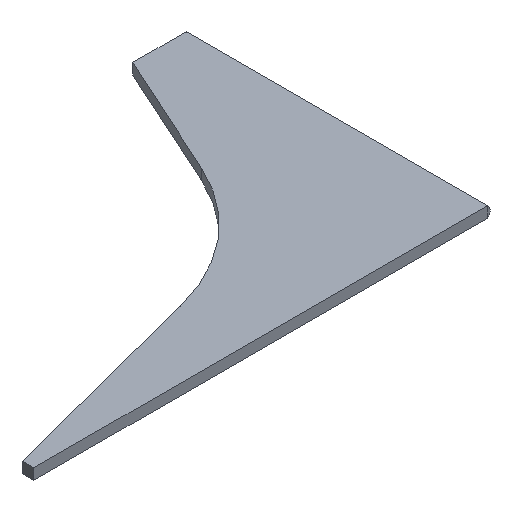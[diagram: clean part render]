
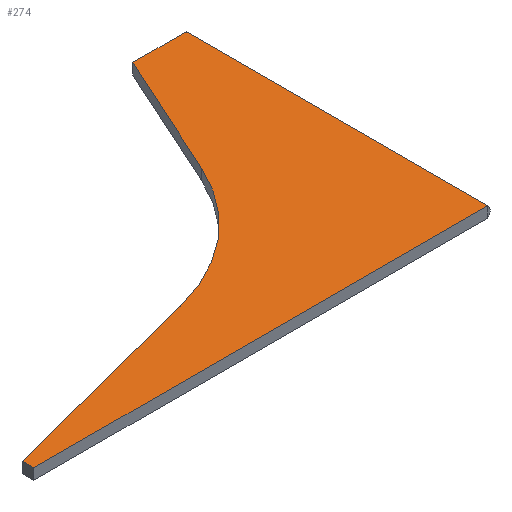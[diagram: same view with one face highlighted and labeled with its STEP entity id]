
A CAD part, isometric view. The second image highlights one B-rep face of the part: STEP entity #274.
In plain terms, the highlighted planar face has unit normal (0, 0, 1).
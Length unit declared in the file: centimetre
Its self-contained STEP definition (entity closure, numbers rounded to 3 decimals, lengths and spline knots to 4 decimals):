
#2 = CARTESIAN_POINT ( 'NONE',  ( 8.1597, 26.6126, 1.2 ) ) ;
#10 = CARTESIAN_POINT ( 'NONE',  ( 8.6943, 5.3927, 1.2 ) ) ;
#15 = EDGE_CURVE ( 'NONE', #399, #285, #316, .T. ) ;
#18 = CARTESIAN_POINT ( 'NONE',  ( 22.9133, 19.9214, 1.2 ) ) ;
#27 = DIRECTION ( 'NONE',  ( 0., -1., 0. ) ) ;
#32 = ORIENTED_EDGE ( 'NONE', *, *, #214, .T. ) ;
#33 = EDGE_CURVE ( 'NONE', #400, #219, #122, .T. ) ;
#35 = EDGE_LOOP ( 'NONE', ( #244, #337, #342, #32, #39, #378, #382 ) ) ;
#39 = ORIENTED_EDGE ( 'NONE', *, *, #301, .T. ) ;
#40 = AXIS2_PLACEMENT_3D ( 'NONE', #102, #66, #208 ) ;
#53 = VECTOR ( 'NONE', #417, 100. ) ;
#63 = VECTOR ( 'NONE', #229, 100. ) ;
#66 = DIRECTION ( 'NONE',  ( 0., 0., -1. ) ) ;
#78 = CIRCLE ( 'NONE', #40, 16.2 ) ;
#79 = CARTESIAN_POINT ( 'NONE',  ( -5.5095, 6.3692, 1.2 ) ) ;
#96 = VECTOR ( 'NONE', #158, 100. ) ;
#102 = CARTESIAN_POINT ( 'NONE',  ( 8.1597, 26.6126, 1.2 ) ) ;
#110 = PLANE ( 'NONE',  #324 ) ;
#122 = LINE ( 'NONE', #129, #53 ) ;
#123 = DIRECTION ( 'NONE',  ( 0., 1., 0. ) ) ;
#129 = CARTESIAN_POINT ( 'NONE',  ( 32.0694, 30.3527, 1.2 ) ) ;
#139 = VERTEX_POINT ( 'NONE', #18 ) ;
#147 = VERTEX_POINT ( 'NONE', #413 ) ;
#157 = VECTOR ( 'NONE', #310, 100. ) ;
#158 = DIRECTION ( 'NONE',  ( 1., 0., 0. ) ) ;
#169 = EDGE_CURVE ( 'NONE', #409, #399, #355, .T. ) ;
#176 = CARTESIAN_POINT ( 'NONE',  ( 27.6442, 30.3527, 1.2 ) ) ;
#178 = CARTESIAN_POINT ( 'NONE',  ( 27.6442, 30.3527, 1.2 ) ) ;
#181 = CARTESIAN_POINT ( 'NONE',  ( 32.0694, 5.3927, 1.2 ) ) ;
#191 = LINE ( 'NONE', #387, #381 ) ;
#208 = DIRECTION ( 'NONE',  ( -1., 0., 0. ) ) ;
#214 = EDGE_CURVE ( 'NONE', #219, #139, #375, .T. ) ;
#216 = DIRECTION ( 'NONE',  ( 0., 0., -1. ) ) ;
#219 = VERTEX_POINT ( 'NONE', #178 ) ;
#229 = DIRECTION ( 'NONE',  ( -0.968, -0.249, 0. ) ) ;
#244 = ORIENTED_EDGE ( 'NONE', *, *, #15, .T. ) ;
#253 = CARTESIAN_POINT ( 'NONE',  ( 32.0694, 30.3527, 1.2 ) ) ;
#268 = CARTESIAN_POINT ( 'NONE',  ( -5.5095, 6.3692, 1.2 ) ) ;
#274 = ADVANCED_FACE ( 'NONE', ( #401 ), #110, .F. ) ;
#285 = VERTEX_POINT ( 'NONE', #181 ) ;
#287 = CARTESIAN_POINT ( 'NONE',  ( 12.1954, 10.9233, 1.2 ) ) ;
#301 = EDGE_CURVE ( 'NONE', #139, #147, #78, .T. ) ;
#306 = EDGE_CURVE ( 'NONE', #285, #400, #191, .T. ) ;
#310 = DIRECTION ( 'NONE',  ( -0.413, -0.911, 0. ) ) ;
#316 = LINE ( 'NONE', #10, #96 ) ;
#324 = AXIS2_PLACEMENT_3D ( 'NONE', #2, #216, #343 ) ;
#337 = ORIENTED_EDGE ( 'NONE', *, *, #306, .T. ) ;
#341 = EDGE_CURVE ( 'NONE', #147, #409, #351, .T. ) ;
#342 = ORIENTED_EDGE ( 'NONE', *, *, #33, .T. ) ;
#343 = DIRECTION ( 'NONE',  ( -1., 0., 0. ) ) ;
#351 = LINE ( 'NONE', #287, #63 ) ;
#355 = LINE ( 'NONE', #268, #402 ) ;
#375 = LINE ( 'NONE', #176, #157 ) ;
#378 = ORIENTED_EDGE ( 'NONE', *, *, #341, .T. ) ;
#381 = VECTOR ( 'NONE', #123, 100. ) ;
#382 = ORIENTED_EDGE ( 'NONE', *, *, #169, .T. ) ;
#387 = CARTESIAN_POINT ( 'NONE',  ( 32.0694, 5.3927, 1.2 ) ) ;
#399 = VERTEX_POINT ( 'NONE', #412 ) ;
#400 = VERTEX_POINT ( 'NONE', #253 ) ;
#401 = FACE_OUTER_BOUND ( 'NONE', #35, .T. ) ;
#402 = VECTOR ( 'NONE', #27, 100. ) ;
#409 = VERTEX_POINT ( 'NONE', #79 ) ;
#412 = CARTESIAN_POINT ( 'NONE',  ( -5.5095, 5.3927, 1.2 ) ) ;
#413 = CARTESIAN_POINT ( 'NONE',  ( 12.1954, 10.9233, 1.2 ) ) ;
#417 = DIRECTION ( 'NONE',  ( -1., 0., 0. ) ) ;
